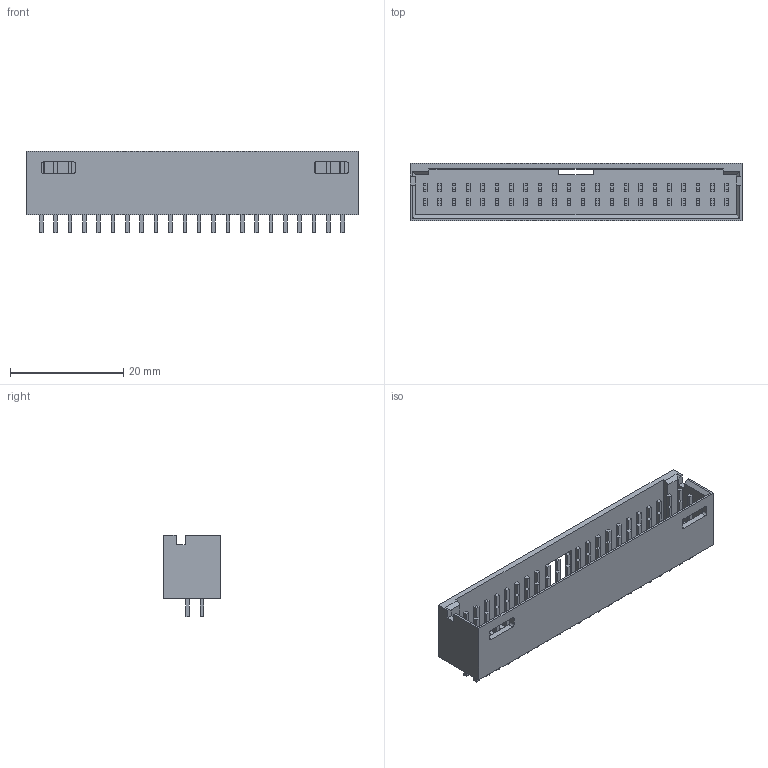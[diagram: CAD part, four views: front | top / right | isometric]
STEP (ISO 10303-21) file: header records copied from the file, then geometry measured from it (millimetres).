
FILE_DESCRIPTION((''),'2;1');
FILE_NAME('C-7-103168-0','2017-01-31T',('workeradm'),('Tyco Electronics Ltd.'),'CREO PARAMETRIC BY PTC INC, 2016050','CREO PARAMETRIC BY PTC INC, 2016050','');
FILE_SCHEMA(('AUTOMOTIVE_DESIGN { 1 0 10303 214 1 1 1 1 }'));
Length unit declared in the file: millimetre
Products named in the file (1): C-7-103168-0
Bounding box: 58.72 x 10.16 x 14.35 mm (x, y, z)
Volume: 2731 mm3; surface area: 5110.5 mm2
Topology: 1 solids, 1 shells, 665 faces, 1727 edges, 1150 vertices
Faces by surface type: plane 657, cylinder 8
Entity records: 20093 total; most frequent: CARTESIAN_POINT 3544, ORIENTED_EDGE 3454, DIRECTION 3073, EDGE_CURVE 1727, VECTOR 1711, LINE 1711, VERTEX_POINT 1150, EDGE_LOOP 757
